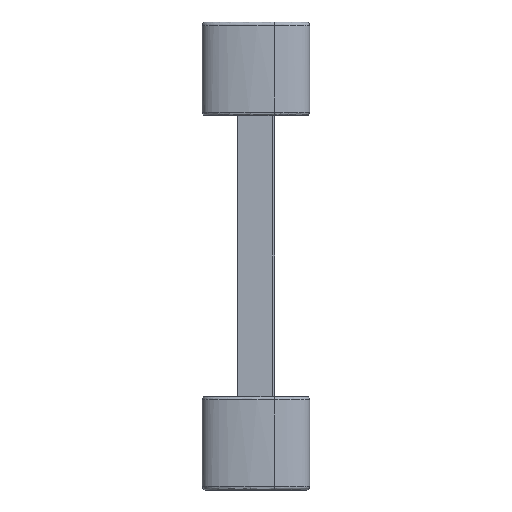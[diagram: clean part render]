
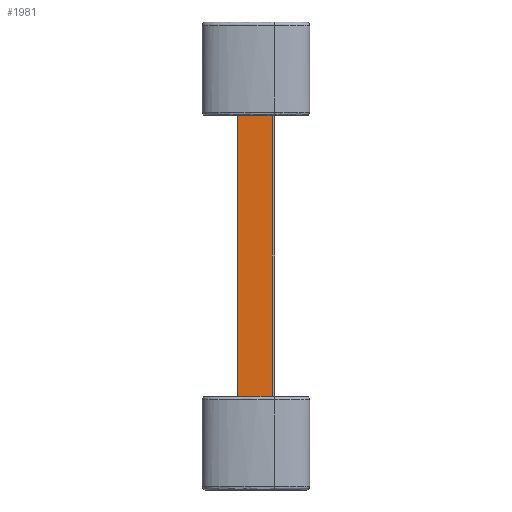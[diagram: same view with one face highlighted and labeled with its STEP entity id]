
A CAD part, left-side view. The second image highlights one B-rep face of the part: STEP entity #1981.
In plain terms, the highlighted planar face has unit normal (-1, 0, 0).
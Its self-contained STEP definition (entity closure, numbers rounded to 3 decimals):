
#138=B_SPLINE_CURVE_WITH_KNOTS('',3,(#3353,#3354,#3355,#3356,#3357,#3358,
#3359),.UNSPECIFIED.,.F.,.F.,(4,3,4),(0.,0.135,0.236),
 .UNSPECIFIED.);
#151=B_SPLINE_CURVE_WITH_KNOTS('',3,(#3793,#3794,#3795,#3796,#3797,#3798,
#3799),.UNSPECIFIED.,.F.,.F.,(4,3,4),(0.,0.135,0.236),
 .UNSPECIFIED.);
#276=PLANE('',#2138);
#369=FACE_OUTER_BOUND('',#508,.T.);
#508=EDGE_LOOP('',(#1648,#1649,#1650,#1651,#1652,#1653));
#562=LINE('',#2525,#657);
#616=LINE('',#5279,#711);
#629=LINE('',#6266,#724);
#635=LINE('',#6289,#730);
#657=VECTOR('',#2178,10.);
#711=VECTOR('',#2328,10.);
#724=VECTOR('',#2403,10.);
#730=VECTOR('',#2435,10.);
#805=VERTEX_POINT('',#2518);
#808=VERTEX_POINT('',#2523);
#855=VERTEX_POINT('',#3006);
#874=VERTEX_POINT('',#3338);
#885=VERTEX_POINT('',#3777);
#886=VERTEX_POINT('',#3792);
#990=EDGE_CURVE('',#808,#805,#562,.T.);
#1084=EDGE_CURVE('',#855,#874,#138,.T.);
#1102=EDGE_CURVE('',#886,#885,#151,.T.);
#1131=EDGE_CURVE('',#874,#805,#616,.T.);
#1169=EDGE_CURVE('',#885,#855,#629,.T.);
#1179=EDGE_CURVE('',#808,#886,#635,.T.);
#1648=ORIENTED_EDGE('',*,*,#990,.F.);
#1649=ORIENTED_EDGE('',*,*,#1179,.T.);
#1650=ORIENTED_EDGE('',*,*,#1102,.T.);
#1651=ORIENTED_EDGE('',*,*,#1169,.T.);
#1652=ORIENTED_EDGE('',*,*,#1084,.T.);
#1653=ORIENTED_EDGE('',*,*,#1131,.T.);
#1981=ADVANCED_FACE('',(#369),#276,.T.);
#2138=AXIS2_PLACEMENT_3D('',#6288,#2433,#2434);
#2178=DIRECTION('',(0.,0.,-1.));
#2328=DIRECTION('',(0.,-1.,0.));
#2403=DIRECTION('',(0.,0.,-1.));
#2433=DIRECTION('center_axis',(-1.,0.,0.));
#2434=DIRECTION('ref_axis',(0.,0.,1.));
#2435=DIRECTION('',(0.,1.,0.));
#2518=CARTESIAN_POINT('',(-3.4,1.,40.));
#2523=CARTESIAN_POINT('',(-3.4,1.,160.));
#2525=CARTESIAN_POINT('',(-3.4,1.,50.));
#3006=CARTESIAN_POINT('',(-3.4,16.,38.503));
#3338=CARTESIAN_POINT('',(-3.4,14.503,40.));
#3353=CARTESIAN_POINT('Ctrl Pts',(-3.4,16.,38.503));
#3354=CARTESIAN_POINT('Ctrl Pts',(-3.4,16.,38.951));
#3355=CARTESIAN_POINT('Ctrl Pts',(-3.4,15.785,39.394));
#3356=CARTESIAN_POINT('Ctrl Pts',(-3.4,15.437,39.673));
#3357=CARTESIAN_POINT('Ctrl Pts',(-3.4,15.176,39.883));
#3358=CARTESIAN_POINT('Ctrl Pts',(-3.4,14.839,40.));
#3359=CARTESIAN_POINT('Ctrl Pts',(-3.4,14.503,40.));
#3777=CARTESIAN_POINT('',(-3.4,16.,161.497));
#3792=CARTESIAN_POINT('',(-3.4,14.503,160.));
#3793=CARTESIAN_POINT('Ctrl Pts',(-3.4,14.503,160.));
#3794=CARTESIAN_POINT('Ctrl Pts',(-3.4,14.951,160.));
#3795=CARTESIAN_POINT('Ctrl Pts',(-3.4,15.394,160.215));
#3796=CARTESIAN_POINT('Ctrl Pts',(-3.4,15.673,160.563));
#3797=CARTESIAN_POINT('Ctrl Pts',(-3.4,15.883,160.824));
#3798=CARTESIAN_POINT('Ctrl Pts',(-3.4,16.,161.161));
#3799=CARTESIAN_POINT('Ctrl Pts',(-3.4,16.,161.497));
#5279=CARTESIAN_POINT('',(-3.4,4.,40.));
#6266=CARTESIAN_POINT('',(-3.4,16.,40.));
#6288=CARTESIAN_POINT('Origin',(-3.4,0.,0.));
#6289=CARTESIAN_POINT('',(-3.4,4.,160.));
